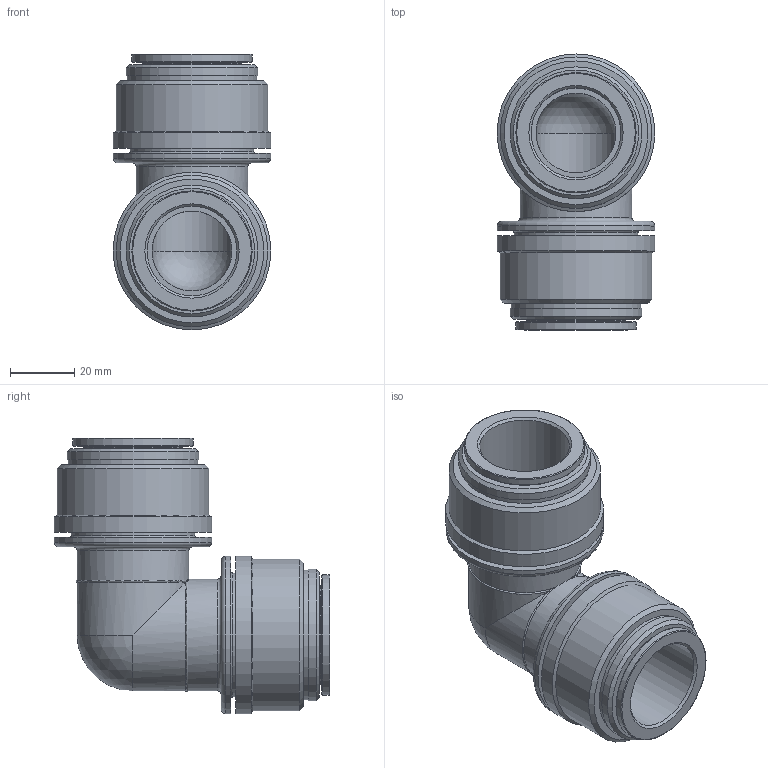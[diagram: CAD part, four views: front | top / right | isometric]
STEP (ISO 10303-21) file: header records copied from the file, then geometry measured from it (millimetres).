
FILE_DESCRIPTION(/* description */ ('STEP AP214'),/* implementation_level */ '2;1');
FILE_NAME(/* name */ '194587_CQL-28',/* time_stamp */ '2024-08-08T14:32:14+02:00',/* author */ ('License CC BY-ND 4.0'),/* organization */ ('CADENAS'),/* preprocessor_version */ 'ST-DEVELOPER v19.3',/* originating_system */ 'PARTsolutions',/* authorisation */ ' ');
FILE_SCHEMA (('AUTOMOTIVE_DESIGN {1 0 10303 214 3 1 1}'));
Length unit declared in the file: millimetre
Products named in the file (1): 194587 CQL-28
Bounding box: 49.2 x 86 x 86 mm (x, y, z)
Volume: 90258.6 mm3; surface area: 34084.2 mm2
Topology: 1 solids, 1 shells, 70 faces, 131 edges, 77 vertices
Faces by surface type: cylinder 24, torus 18, plane 18, cone 8, sphere 2
Full cylindrical faces by diameter (mm): 24.9 x2, 28 x2, 30.6 x2, 34.9 x2, 37.5 x2, 38.65 x2, 40.3 x2, 41.1 x2, 47.25 x2, 49.1 x2, 49.2 x2
Entity records: 1552 total; most frequent: CARTESIAN_POINT 295, DIRECTION 282, ORIENTED_EDGE 164, AXIS2_PLACEMENT_3D 141, EDGE_LOOP 130, FACE_BOUND 130, EDGE_CURVE 82, VERTEX_POINT 72
